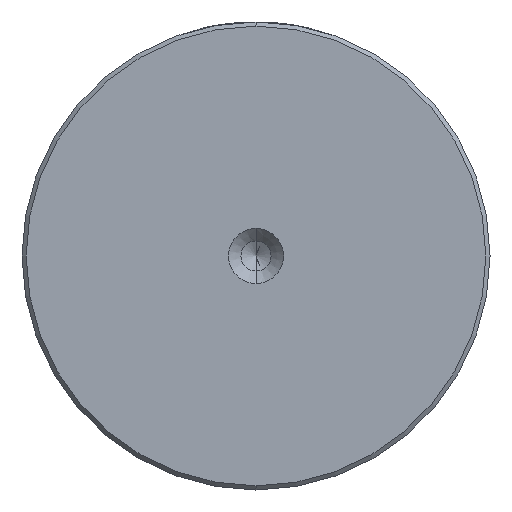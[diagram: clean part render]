
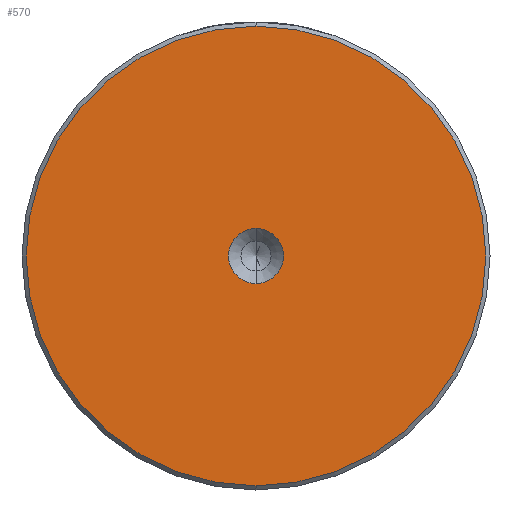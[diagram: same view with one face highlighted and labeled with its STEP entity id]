
A CAD part, left-side view. The second image highlights one B-rep face of the part: STEP entity #570.
In plain terms, the highlighted planar face has unit normal (-1, 0, 0).
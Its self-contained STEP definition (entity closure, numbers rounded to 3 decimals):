
#136 = AXIS2_PLACEMENT_3D ( 'NONE', #1661, #297, #1883 ) ;
#297 = DIRECTION ( 'NONE',  ( -1., 0., 0. ) ) ;
#305 = EDGE_CURVE ( 'NONE', #437, #945, #2383, .T. ) ;
#360 = CIRCLE ( 'NONE', #1274, 27.5 ) ;
#404 = EDGE_LOOP ( 'NONE', ( #975, #486 ) ) ;
#437 = VERTEX_POINT ( 'NONE', #2706 ) ;
#473 = CARTESIAN_POINT ( 'NONE',  ( 0., 0., 27.5 ) ) ;
#486 = ORIENTED_EDGE ( 'NONE', *, *, #847, .T. ) ;
#489 = DIRECTION ( 'NONE',  ( -1., 0., 0. ) ) ;
#570 = ADVANCED_FACE ( 'NONE', ( #597, #1103 ), #1079, .T. ) ;
#597 = FACE_OUTER_BOUND ( 'NONE', #404, .T. ) ;
#698 = EDGE_CURVE ( 'NONE', #1309, #1061, #360, .T. ) ;
#753 = EDGE_CURVE ( 'NONE', #945, #437, #2495, .T. ) ;
#847 = EDGE_CURVE ( 'NONE', #1061, #1309, #1871, .T. ) ;
#899 = ORIENTED_EDGE ( 'NONE', *, *, #753, .F. ) ;
#921 = CARTESIAN_POINT ( 'NONE',  ( 0., 0., 0. ) ) ;
#945 = VERTEX_POINT ( 'NONE', #2186 ) ;
#975 = ORIENTED_EDGE ( 'NONE', *, *, #698, .T. ) ;
#1061 = VERTEX_POINT ( 'NONE', #473 ) ;
#1079 = PLANE ( 'NONE',  #2483 ) ;
#1103 = FACE_BOUND ( 'NONE', #2439, .T. ) ;
#1148 = DIRECTION ( 'NONE',  ( 0., 0., 1. ) ) ;
#1274 = AXIS2_PLACEMENT_3D ( 'NONE', #921, #2452, #1148 ) ;
#1309 = VERTEX_POINT ( 'NONE', #2121 ) ;
#1314 = AXIS2_PLACEMENT_3D ( 'NONE', #2423, #1978, #1802 ) ;
#1533 = ORIENTED_EDGE ( 'NONE', *, *, #305, .F. ) ;
#1561 = AXIS2_PLACEMENT_3D ( 'NONE', #1831, #489, #2044 ) ;
#1661 = CARTESIAN_POINT ( 'NONE',  ( 0., 0., 0. ) ) ;
#1802 = DIRECTION ( 'NONE',  ( 0., 0., 1. ) ) ;
#1831 = CARTESIAN_POINT ( 'NONE',  ( 0., 0., 0. ) ) ;
#1871 = CIRCLE ( 'NONE', #136, 27.5 ) ;
#1883 = DIRECTION ( 'NONE',  ( 0., 0., 1. ) ) ;
#1978 = DIRECTION ( 'NONE',  ( -1., 0., 0. ) ) ;
#2000 = DIRECTION ( 'NONE',  ( 0., 0., 1. ) ) ;
#2044 = DIRECTION ( 'NONE',  ( 0., 0., 1. ) ) ;
#2121 = CARTESIAN_POINT ( 'NONE',  ( 0., 0., -27.5 ) ) ;
#2186 = CARTESIAN_POINT ( 'NONE',  ( 0., 0., 3.3 ) ) ;
#2298 = CARTESIAN_POINT ( 'NONE',  ( 0., 0., 0. ) ) ;
#2362 = DIRECTION ( 'NONE',  ( -1., 0., 0. ) ) ;
#2383 = CIRCLE ( 'NONE', #1314, 3.3 ) ;
#2423 = CARTESIAN_POINT ( 'NONE',  ( 0., 0., 0. ) ) ;
#2439 = EDGE_LOOP ( 'NONE', ( #899, #1533 ) ) ;
#2452 = DIRECTION ( 'NONE',  ( -1., 0., 0. ) ) ;
#2483 = AXIS2_PLACEMENT_3D ( 'NONE', #2298, #2362, #2000 ) ;
#2495 = CIRCLE ( 'NONE', #1561, 3.3 ) ;
#2706 = CARTESIAN_POINT ( 'NONE',  ( 0., 0., -3.3 ) ) ;
